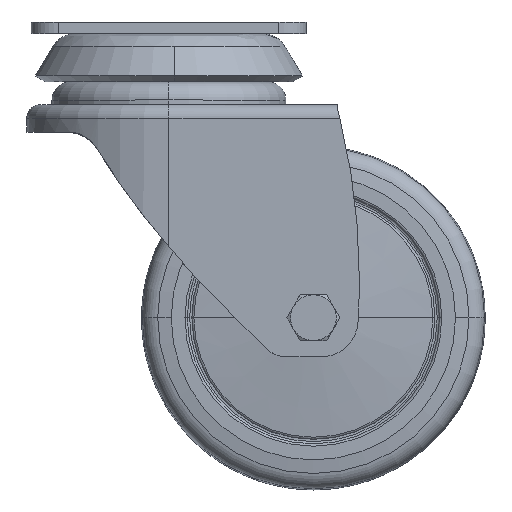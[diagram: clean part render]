
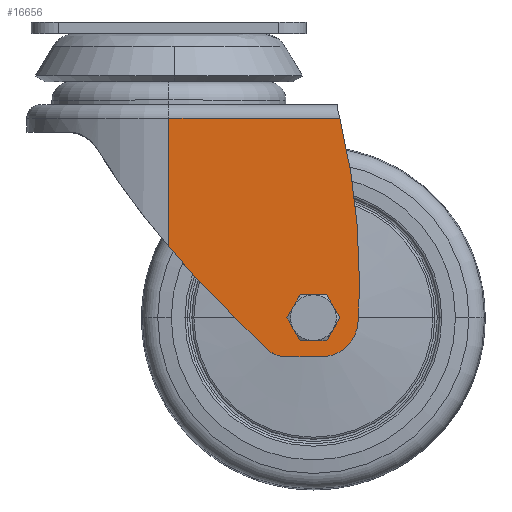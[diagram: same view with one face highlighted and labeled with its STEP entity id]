
A CAD part, top view. The second image highlights one B-rep face of the part: STEP entity #16656.
In plain terms, the highlighted planar face has unit normal (0, 0, 1).
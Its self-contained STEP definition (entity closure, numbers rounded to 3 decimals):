
#122 = ORIENTED_EDGE ( 'NONE', *, *, #12812, .F. ) ;
#123 = ORIENTED_EDGE ( 'NONE', *, *, #12876, .T. ) ;
#435 = CARTESIAN_POINT ( 'NONE',  ( 7.502, -55.228, -55.049 ) ) ;
#632 = FACE_BOUND ( 'NONE', #14441, .T. ) ;
#837 = EDGE_CURVE ( 'NONE', #3731, #2042, #9908, .T. ) ;
#942 = VERTEX_POINT ( 'NONE', #7653 ) ;
#999 = EDGE_CURVE ( 'NONE', #12402, #5034, #12088, .T. ) ;
#1382 = EDGE_CURVE ( 'NONE', #16609, #1735, #17786, .T. ) ;
#1431 = DIRECTION ( 'NONE',  ( 1., 0., 0. ) ) ;
#1435 = DIRECTION ( 'NONE',  ( 0., 0., 1. ) ) ;
#1493 = VERTEX_POINT ( 'NONE', #435 ) ;
#1735 = VERTEX_POINT ( 'NONE', #11660 ) ;
#1976 = ORIENTED_EDGE ( 'NONE', *, *, #837, .F. ) ;
#2005 = CARTESIAN_POINT ( 'NONE',  ( 22.851, -68.092, -55.049 ) ) ;
#2042 = VERTEX_POINT ( 'NONE', #3001 ) ;
#2179 = EDGE_CURVE ( 'NONE', #15582, #1493, #16332, .T. ) ;
#2545 = DIRECTION ( 'NONE',  ( 0., 0., 1. ) ) ;
#2551 = CARTESIAN_POINT ( 'NONE',  ( -2.634, -13.092, -55.049 ) ) ;
#2741 = ORIENTED_EDGE ( 'NONE', *, *, #1382, .T. ) ;
#3001 = CARTESIAN_POINT ( 'NONE',  ( 32.116, -59.592, -55.049 ) ) ;
#3081 = DIRECTION ( 'NONE',  ( -1., 0., 0. ) ) ;
#3662 = ORIENTED_EDGE ( 'NONE', *, *, #5516, .T. ) ;
#3731 = VERTEX_POINT ( 'NONE', #19788 ) ;
#4493 = CIRCLE ( 'NONE', #20602, 146.755 ) ;
#4509 = CARTESIAN_POINT ( 'NONE',  ( 28.866, -59.592, -55.049 ) ) ;
#5034 = VERTEX_POINT ( 'NONE', #6034 ) ;
#5268 = FACE_OUTER_BOUND ( 'NONE', #17664, .T. ) ;
#5294 = EDGE_CURVE ( 'NONE', #9880, #12402, #18820, .T. ) ;
#5434 = LINE ( 'NONE', #18967, #19606 ) ;
#5516 = EDGE_CURVE ( 'NONE', #5034, #16609, #4493, .T. ) ;
#5825 = DIRECTION ( 'NONE',  ( 0., 0., 1. ) ) ;
#6034 = CARTESIAN_POINT ( 'NONE',  ( 38.892, -51.184, -55.049 ) ) ;
#6113 = CARTESIAN_POINT ( 'NONE',  ( -2.634, -44.015, -55.049 ) ) ;
#6347 = CIRCLE ( 'NONE', #14095, 6. ) ;
#6386 = ORIENTED_EDGE ( 'NONE', *, *, #5294, .T. ) ;
#7302 = PLANE ( 'NONE',  #17406 ) ;
#7303 = DIRECTION ( 'NONE',  ( 0., 0., 1. ) ) ;
#7611 = AXIS2_PLACEMENT_3D ( 'NONE', #18077, #11451, #1431 ) ;
#7653 = CARTESIAN_POINT ( 'NONE',  ( 18.609, -66.335, -55.049 ) ) ;
#8313 = CARTESIAN_POINT ( 'NONE',  ( -21.134, -26.592, -55.049 ) ) ;
#8422 = ORIENTED_EDGE ( 'NONE', *, *, #999, .T. ) ;
#8648 = DIRECTION ( 'NONE',  ( 0.707, -0.707, 0. ) ) ;
#8812 = AXIS2_PLACEMENT_3D ( 'NONE', #10580, #2545, #20711 ) ;
#9134 = CARTESIAN_POINT ( 'NONE',  ( 113.568, 50.838, -55.049 ) ) ;
#9311 = ORIENTED_EDGE ( 'NONE', *, *, #2179, .T. ) ;
#9568 = DIRECTION ( 'NONE',  ( 1., 0., 0. ) ) ;
#9617 = VECTOR ( 'NONE', #8648, 1000. ) ;
#9875 = CIRCLE ( 'NONE', #14784, 3.25 ) ;
#9880 = VERTEX_POINT ( 'NONE', #16927 ) ;
#9908 = CIRCLE ( 'NONE', #8812, 3.25 ) ;
#9921 = AXIS2_PLACEMENT_3D ( 'NONE', #14503, #1435, #19712 ) ;
#9979 = VECTOR ( 'NONE', #3081, 1000. ) ;
#10120 = LINE ( 'NONE', #8313, #9617 ) ;
#10548 = EDGE_CURVE ( 'NONE', #1735, #15582, #15710, .T. ) ;
#10580 = CARTESIAN_POINT ( 'NONE',  ( 28.866, -59.592, -55.049 ) ) ;
#11210 = CARTESIAN_POINT ( 'NONE',  ( -2.634, -8.092, -55.049 ) ) ;
#11451 = DIRECTION ( 'NONE',  ( 0., 0., 1. ) ) ;
#11487 = EDGE_CURVE ( 'NONE', #1493, #942, #10120, .T. ) ;
#11660 = CARTESIAN_POINT ( 'NONE',  ( -2.634, -16.092, -55.049 ) ) ;
#12088 = CIRCLE ( 'NONE', #9921, 146.755 ) ;
#12402 = VERTEX_POINT ( 'NONE', #13903 ) ;
#12812 = EDGE_CURVE ( 'NONE', #2042, #3731, #9875, .T. ) ;
#12876 = EDGE_CURVE ( 'NONE', #942, #18389, #6347, .T. ) ;
#12970 = ORIENTED_EDGE ( 'NONE', *, *, #10548, .T. ) ;
#13632 = CARTESIAN_POINT ( 'NONE',  ( 34.635, -16.092, -55.049 ) ) ;
#13903 = CARTESIAN_POINT ( 'NONE',  ( 38.59, -60.605, -55.049 ) ) ;
#14055 = DIRECTION ( 'NONE',  ( 1., 0., 0. ) ) ;
#14095 = AXIS2_PLACEMENT_3D ( 'NONE', #17556, #21258, #21052 ) ;
#14256 = DIRECTION ( 'NONE',  ( 0., 0., 1. ) ) ;
#14441 = EDGE_LOOP ( 'NONE', ( #122, #1976 ) ) ;
#14503 = CARTESIAN_POINT ( 'NONE',  ( -107.862, -51.184, -55.049 ) ) ;
#14516 = DIRECTION ( 'NONE',  ( 0., 0., 1. ) ) ;
#14784 = AXIS2_PLACEMENT_3D ( 'NONE', #4509, #14516, #9568 ) ;
#15582 = VERTEX_POINT ( 'NONE', #6113 ) ;
#15670 = CARTESIAN_POINT ( 'NONE',  ( -107.862, -51.184, -55.049 ) ) ;
#15710 = LINE ( 'NONE', #2551, #21421 ) ;
#15820 = DIRECTION ( 'NONE',  ( 0., -1., 0. ) ) ;
#16332 = CIRCLE ( 'NONE', #18061, 150. ) ;
#16609 = VERTEX_POINT ( 'NONE', #13632 ) ;
#16656 = ADVANCED_FACE ( 'NONE', ( #632, #5268 ), #7302, .T. ) ;
#16927 = CARTESIAN_POINT ( 'NONE',  ( 30.606, -68.092, -55.049 ) ) ;
#17131 = ORIENTED_EDGE ( 'NONE', *, *, #19037, .T. ) ;
#17146 = DIRECTION ( 'NONE',  ( 1., 0., 0. ) ) ;
#17406 = AXIS2_PLACEMENT_3D ( 'NONE', #11210, #14256, #20782 ) ;
#17556 = CARTESIAN_POINT ( 'NONE',  ( 22.851, -62.092, -55.049 ) ) ;
#17664 = EDGE_LOOP ( 'NONE', ( #17131, #6386, #8422, #3662, #2741, #12970, #9311, #19703, #123 ) ) ;
#17786 = LINE ( 'NONE', #19837, #9979 ) ;
#18061 = AXIS2_PLACEMENT_3D ( 'NONE', #9134, #5825, #18751 ) ;
#18077 = CARTESIAN_POINT ( 'NONE',  ( 30.606, -60.092, -55.049 ) ) ;
#18389 = VERTEX_POINT ( 'NONE', #2005 ) ;
#18751 = DIRECTION ( 'NONE',  ( 1., 0., 0. ) ) ;
#18820 = CIRCLE ( 'NONE', #7611, 8. ) ;
#18967 = CARTESIAN_POINT ( 'NONE',  ( -2.634, -68.092, -55.049 ) ) ;
#19037 = EDGE_CURVE ( 'NONE', #18389, #9880, #5434, .T. ) ;
#19606 = VECTOR ( 'NONE', #17146, 1000. ) ;
#19703 = ORIENTED_EDGE ( 'NONE', *, *, #11487, .T. ) ;
#19712 = DIRECTION ( 'NONE',  ( 1., 0., 0. ) ) ;
#19788 = CARTESIAN_POINT ( 'NONE',  ( 25.616, -59.592, -55.049 ) ) ;
#19837 = CARTESIAN_POINT ( 'NONE',  ( -2.634, -16.092, -55.049 ) ) ;
#20602 = AXIS2_PLACEMENT_3D ( 'NONE', #15670, #7303, #14055 ) ;
#20711 = DIRECTION ( 'NONE',  ( 1., 0., 0. ) ) ;
#20782 = DIRECTION ( 'NONE',  ( 1., 0., 0. ) ) ;
#21052 = DIRECTION ( 'NONE',  ( 1., 0., 0. ) ) ;
#21258 = DIRECTION ( 'NONE',  ( 0., 0., 1. ) ) ;
#21421 = VECTOR ( 'NONE', #15820, 1000. ) ;
